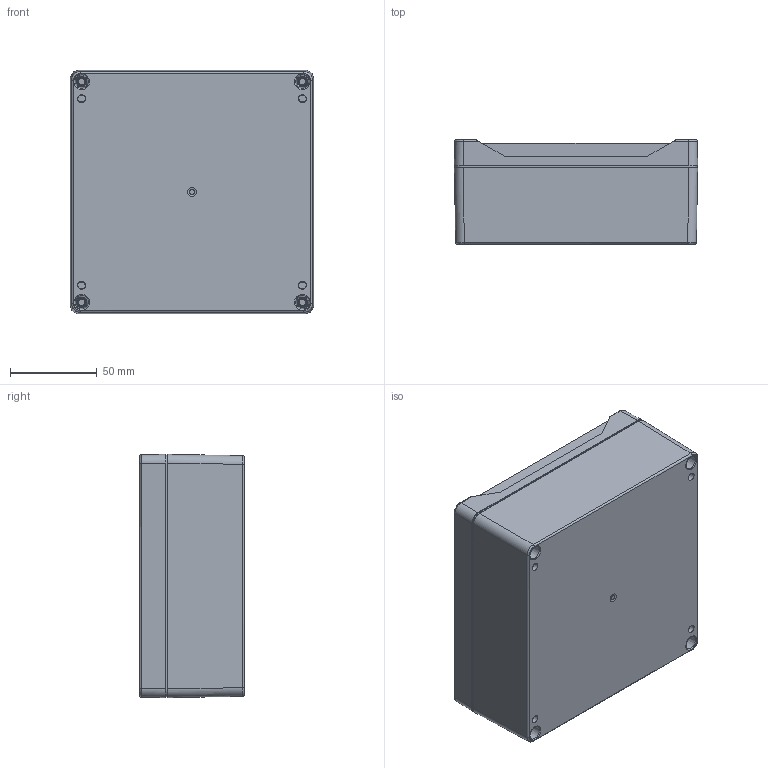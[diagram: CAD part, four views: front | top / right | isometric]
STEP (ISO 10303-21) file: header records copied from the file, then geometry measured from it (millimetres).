
FILE_DESCRIPTION (( 'STEP AP214' ), '1' );
FILE_NAME ('1555Q2GY.STEP', '2020-11-07T20:05:00', ( '' ), ( '' ), 'SwSTEP 2.0', 'SolidWorks 2019', '' );
FILE_SCHEMA (( 'AUTOMOTIVE_DESIGN' ));
Length unit declared in the file: inch
Products named in the file (1): 1555Q2GY
Bounding box: 140 x 60.1 x 140 mm (x, y, z)
Volume: 237604.1 mm3; surface area: 165470.3 mm2
Topology: 15 solids, 15 shells, 1945 faces, 5027 edges, 3254 vertices
Faces by surface type: bspline 726, plane 648, cylinder 381, cone 182, torus 8
Full cylindrical faces by diameter (mm): 2.464 x4, 3.251 x4, 3.43 x4, 3.5 x3, 3.81 x12, 3.88 x4, 3.912 x4, 4.6 x4, 5 x1, 5.334 x4, 5.537 x8, 6.35 x8, 10 x1
Entity records: 77532 total; most frequent: CARTESIAN_POINT 35800, ORIENTED_EDGE 9474, DIRECTION 6559, EDGE_CURVE 4737, VERTEX_POINT 3169, EDGE_LOOP 2334, LINE 2255, VECTOR 2255
